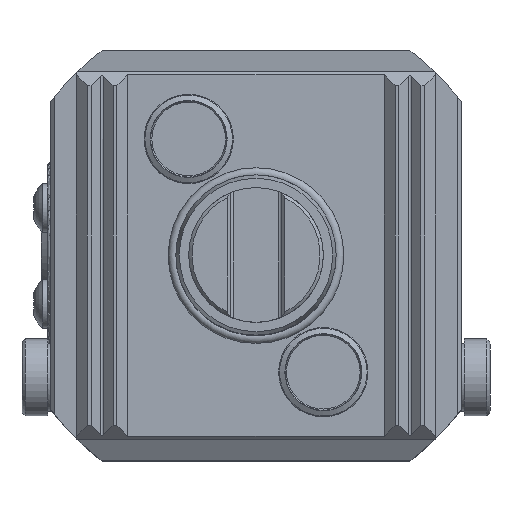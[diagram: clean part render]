
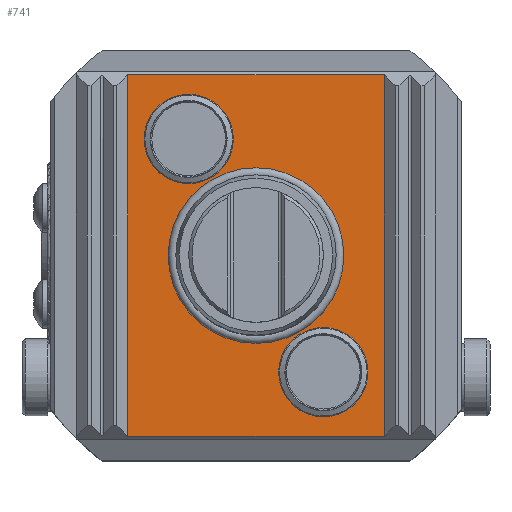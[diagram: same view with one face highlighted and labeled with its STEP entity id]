
A CAD part, top view. The second image highlights one B-rep face of the part: STEP entity #741.
In plain terms, the highlighted planar face has unit normal (0, 0, 1).
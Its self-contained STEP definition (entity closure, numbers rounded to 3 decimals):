
#154=LINE('',#4593,#314);
#156=LINE('',#4597,#316);
#160=LINE('',#4605,#320);
#172=LINE('',#4667,#332);
#314=VECTOR('',#3459,1.);
#316=VECTOR('',#3463,1.);
#320=VECTOR('',#3471,1.);
#332=VECTOR('',#3511,1.);
#503=FACE_BOUND('',#1175,.T.);
#504=FACE_BOUND('',#1176,.T.);
#505=FACE_BOUND('',#1177,.T.);
#506=FACE_BOUND('',#1178,.T.);
#741=ADVANCED_FACE('',(#503,#504,#505,#506),#915,.F.);
#915=PLANE('',#3036);
#1175=EDGE_LOOP('',(#1656));
#1176=EDGE_LOOP('',(#1657,#1658,#1659,#1660));
#1177=EDGE_LOOP('',(#1661));
#1178=EDGE_LOOP('',(#1662));
#1656=ORIENTED_EDGE('',*,*,#2415,.F.);
#1657=ORIENTED_EDGE('',*,*,#2506,.F.);
#1658=ORIENTED_EDGE('',*,*,#2482,.F.);
#1659=ORIENTED_EDGE('',*,*,#2477,.F.);
#1660=ORIENTED_EDGE('',*,*,#2475,.T.);
#1661=ORIENTED_EDGE('',*,*,#2420,.F.);
#1662=ORIENTED_EDGE('',*,*,#2538,.F.);
#2152=VERTEX_POINT('',#4462);
#2157=VERTEX_POINT('',#4477);
#2199=VERTEX_POINT('',#4592);
#2200=VERTEX_POINT('',#4594);
#2201=VERTEX_POINT('',#4598);
#2203=VERTEX_POINT('',#4606);
#2238=VERTEX_POINT('',#4747);
#2415=EDGE_CURVE('',#2152,#2152,#2760,.T.);
#2420=EDGE_CURVE('',#2157,#2157,#2765,.T.);
#2475=EDGE_CURVE('',#2200,#2199,#154,.T.);
#2477=EDGE_CURVE('',#2200,#2201,#156,.T.);
#2482=EDGE_CURVE('',#2201,#2203,#160,.T.);
#2506=EDGE_CURVE('',#2203,#2199,#172,.T.);
#2538=EDGE_CURVE('',#2238,#2238,#2787,.T.);
#2760=CIRCLE('',#2947,6.963);
#2765=CIRCLE('',#2957,6.963);
#2787=CIRCLE('',#3035,13.278);
#2947=AXIS2_PLACEMENT_3D('',#4461,#3333,#3334);
#2957=AXIS2_PLACEMENT_3D('',#4476,#3353,#3354);
#3035=AXIS2_PLACEMENT_3D('',#4746,#3581,#3582);
#3036=AXIS2_PLACEMENT_3D('',#4748,#3583,#3584);
#3333=DIRECTION('',(0.,0.,1.));
#3334=DIRECTION('',(-1.,0.,0.));
#3353=DIRECTION('',(0.,0.,1.));
#3354=DIRECTION('',(-1.,0.,0.));
#3459=DIRECTION('',(0.,-1.,0.));
#3463=DIRECTION('',(1.,0.,0.));
#3471=DIRECTION('',(0.,-1.,0.));
#3511=DIRECTION('',(-1.,0.,0.));
#3581=DIRECTION('',(0.,0.,1.));
#3582=DIRECTION('',(-1.,0.,0.));
#3583=DIRECTION('',(0.,0.,-1.));
#3584=DIRECTION('',(0.,-1.,0.));
#4461=CARTESIAN_POINT('',(-10.5,18.187,-0.3));
#4462=CARTESIAN_POINT('',(-17.463,18.187,-0.3));
#4476=CARTESIAN_POINT('',(10.5,-18.187,-0.3));
#4477=CARTESIAN_POINT('',(3.537,-18.187,-0.3));
#4592=CARTESIAN_POINT('',(-20.,-28.198,-0.3));
#4593=CARTESIAN_POINT('',(-20.,32.,-0.3));
#4594=CARTESIAN_POINT('',(-20.,28.198,-0.3));
#4597=CARTESIAN_POINT('',(0.,28.198,-0.3));
#4598=CARTESIAN_POINT('',(20.,28.198,-0.3));
#4605=CARTESIAN_POINT('',(20.,32.,-0.3));
#4606=CARTESIAN_POINT('',(20.,-28.198,-0.3));
#4667=CARTESIAN_POINT('',(0.,-28.198,-0.3));
#4746=CARTESIAN_POINT('',(0.,0.,-0.3));
#4747=CARTESIAN_POINT('',(-13.278,0.,-0.3));
#4748=CARTESIAN_POINT('',(0.,12.5,-0.3));
